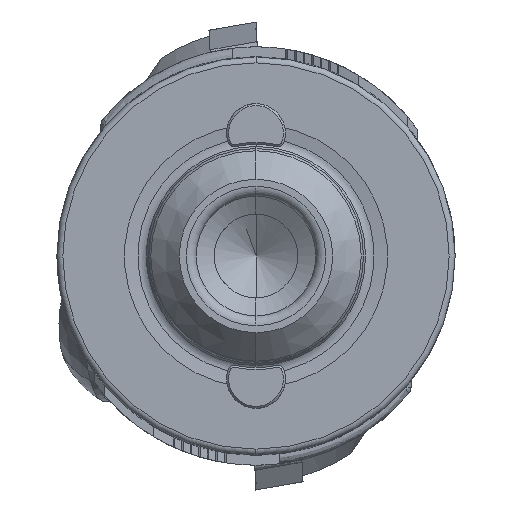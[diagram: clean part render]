
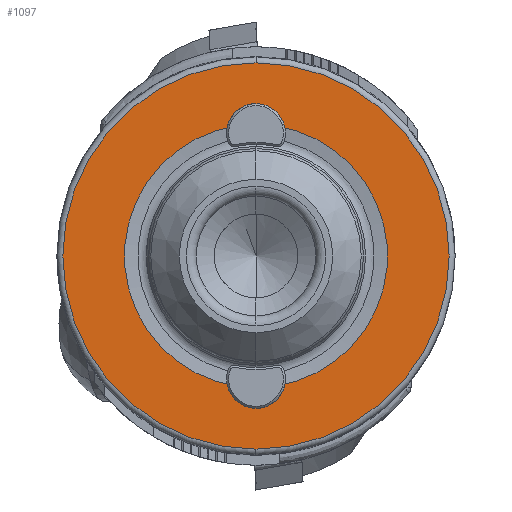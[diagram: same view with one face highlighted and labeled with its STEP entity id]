
A CAD part, left-side view. The second image highlights one B-rep face of the part: STEP entity #1097.
In plain terms, the highlighted planar face has unit normal (-1, 0, 0).
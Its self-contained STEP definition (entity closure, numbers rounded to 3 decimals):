
#4 = DIRECTION ( 'NONE',  ( -1., 0., 0. ) ) ;
#68 = CARTESIAN_POINT ( 'NONE',  ( 0., 0., 0. ) ) ;
#205 = VERTEX_POINT ( 'NONE', #24075 ) ;
#391 = VERTEX_POINT ( 'NONE', #14951 ) ;
#595 = ORIENTED_EDGE ( 'NONE', *, *, #24105, .T. ) ;
#678 = AXIS2_PLACEMENT_3D ( 'NONE', #14873, #3514, #16769 ) ;
#995 = DIRECTION ( 'NONE',  ( 0., 0., 1. ) ) ;
#1097 = ADVANCED_FACE ( 'NONE', ( #9190, #18606 ), #11549, .F. ) ;
#1701 = EDGE_LOOP ( 'NONE', ( #10268, #12018, #12576, #14956, #17353, #19952 ) ) ;
#1927 = EDGE_CURVE ( 'NONE', #2036, #11635, #7354, .T. ) ;
#1981 = DIRECTION ( 'NONE',  ( 0., 0., 1. ) ) ;
#2036 = VERTEX_POINT ( 'NONE', #3990 ) ;
#2213 = CIRCLE ( 'NONE', #14671, 0.9 ) ;
#2250 = EDGE_CURVE ( 'NONE', #23267, #205, #16523, .T. ) ;
#2810 = CARTESIAN_POINT ( 'NONE',  ( 0., 0.894, -6.543 ) ) ;
#3158 = CIRCLE ( 'NONE', #12737, 9.7 ) ;
#3252 = ORIENTED_EDGE ( 'NONE', *, *, #2250, .T. ) ;
#3514 = DIRECTION ( 'NONE',  ( -1., 0., 0. ) ) ;
#3660 = AXIS2_PLACEMENT_3D ( 'NONE', #68, #13329, #1981 ) ;
#3950 = CARTESIAN_POINT ( 'NONE',  ( 0., 0., -9.7 ) ) ;
#3990 = CARTESIAN_POINT ( 'NONE',  ( 0., 0.894, 6.543 ) ) ;
#4754 = CIRCLE ( 'NONE', #3660, 6.603 ) ;
#5306 = VERTEX_POINT ( 'NONE', #10989 ) ;
#5786 = CARTESIAN_POINT ( 'NONE',  ( 0., 0., 6.65 ) ) ;
#7335 = CARTESIAN_POINT ( 'NONE',  ( 0., 0., 0. ) ) ;
#7354 = CIRCLE ( 'NONE', #21334, 6.603 ) ;
#7719 = DIRECTION ( 'NONE',  ( 0., 0., 1. ) ) ;
#8012 = CARTESIAN_POINT ( 'NONE',  ( 0., 0., 6.65 ) ) ;
#8836 = CARTESIAN_POINT ( 'NONE',  ( 0., 0., 0. ) ) ;
#9190 = FACE_BOUND ( 'NONE', #1701, .T. ) ;
#9940 = DIRECTION ( 'NONE',  ( 0., 0., 1. ) ) ;
#10268 = ORIENTED_EDGE ( 'NONE', *, *, #1927, .F. ) ;
#10728 = DIRECTION ( 'NONE',  ( 0., 0., 1. ) ) ;
#10989 = CARTESIAN_POINT ( 'NONE',  ( 0., -0.894, 6.543 ) ) ;
#11204 = DIRECTION ( 'NONE',  ( 0., 0., -1. ) ) ;
#11382 = CARTESIAN_POINT ( 'NONE',  ( 0., 0., -6.65 ) ) ;
#11549 = PLANE ( 'NONE',  #23912 ) ;
#11621 = CARTESIAN_POINT ( 'NONE',  ( 0., 0., -6.603 ) ) ;
#11635 = VERTEX_POINT ( 'NONE', #2810 ) ;
#11882 = VERTEX_POINT ( 'NONE', #12439 ) ;
#12018 = ORIENTED_EDGE ( 'NONE', *, *, #20911, .F. ) ;
#12223 = EDGE_LOOP ( 'NONE', ( #595, #3252 ) ) ;
#12439 = CARTESIAN_POINT ( 'NONE',  ( 0., 0., -7.55 ) ) ;
#12576 = ORIENTED_EDGE ( 'NONE', *, *, #16246, .F. ) ;
#12604 = DIRECTION ( 'NONE',  ( 1., 0., 0. ) ) ;
#12737 = AXIS2_PLACEMENT_3D ( 'NONE', #8836, #21913, #10728 ) ;
#13271 = DIRECTION ( 'NONE',  ( 0., 0., 1. ) ) ;
#13273 = CARTESIAN_POINT ( 'NONE',  ( 0., 0., 0. ) ) ;
#13305 = DIRECTION ( 'NONE',  ( -1., 0., 0. ) ) ;
#13329 = DIRECTION ( 'NONE',  ( -1., 0., 0. ) ) ;
#13342 = DIRECTION ( 'NONE',  ( 0., 0., 1. ) ) ;
#14595 = VERTEX_POINT ( 'NONE', #21926 ) ;
#14671 = AXIS2_PLACEMENT_3D ( 'NONE', #8012, #21150, #9940 ) ;
#14873 = CARTESIAN_POINT ( 'NONE',  ( 0., 0., -6.65 ) ) ;
#14951 = CARTESIAN_POINT ( 'NONE',  ( 0., 0., 7.55 ) ) ;
#14956 = ORIENTED_EDGE ( 'NONE', *, *, #15360, .F. ) ;
#15086 = CIRCLE ( 'NONE', #18074, 0.9 ) ;
#15360 = EDGE_CURVE ( 'NONE', #14595, #5306, #4754, .T. ) ;
#16246 = EDGE_CURVE ( 'NONE', #5306, #391, #15086, .T. ) ;
#16407 = CIRCLE ( 'NONE', #21853, 0.9 ) ;
#16523 = CIRCLE ( 'NONE', #23308, 9.7 ) ;
#16769 = DIRECTION ( 'NONE',  ( 0., 0., 1. ) ) ;
#17353 = ORIENTED_EDGE ( 'NONE', *, *, #22561, .F. ) ;
#18074 = AXIS2_PLACEMENT_3D ( 'NONE', #5786, #19007, #7719 ) ;
#18522 = CIRCLE ( 'NONE', #678, 0.9 ) ;
#18606 = FACE_OUTER_BOUND ( 'NONE', #12223, .T. ) ;
#19007 = DIRECTION ( 'NONE',  ( -1., 0., 0. ) ) ;
#19952 = ORIENTED_EDGE ( 'NONE', *, *, #20764, .F. ) ;
#20764 = EDGE_CURVE ( 'NONE', #11635, #11882, #18522, .T. ) ;
#20911 = EDGE_CURVE ( 'NONE', #391, #2036, #2213, .T. ) ;
#21150 = DIRECTION ( 'NONE',  ( -1., 0., 0. ) ) ;
#21334 = AXIS2_PLACEMENT_3D ( 'NONE', #7335, #22659, #995 ) ;
#21853 = AXIS2_PLACEMENT_3D ( 'NONE', #11382, #4, #13271 ) ;
#21913 = DIRECTION ( 'NONE',  ( -1., 0., 0. ) ) ;
#21926 = CARTESIAN_POINT ( 'NONE',  ( 0., -0.894, -6.543 ) ) ;
#22561 = EDGE_CURVE ( 'NONE', #11882, #14595, #16407, .T. ) ;
#22659 = DIRECTION ( 'NONE',  ( -1., 0., 0. ) ) ;
#23267 = VERTEX_POINT ( 'NONE', #3950 ) ;
#23308 = AXIS2_PLACEMENT_3D ( 'NONE', #13273, #13305, #13342 ) ;
#23912 = AXIS2_PLACEMENT_3D ( 'NONE', #11621, #12604, #11204 ) ;
#24075 = CARTESIAN_POINT ( 'NONE',  ( 0., 0., 9.7 ) ) ;
#24105 = EDGE_CURVE ( 'NONE', #205, #23267, #3158, .T. ) ;
